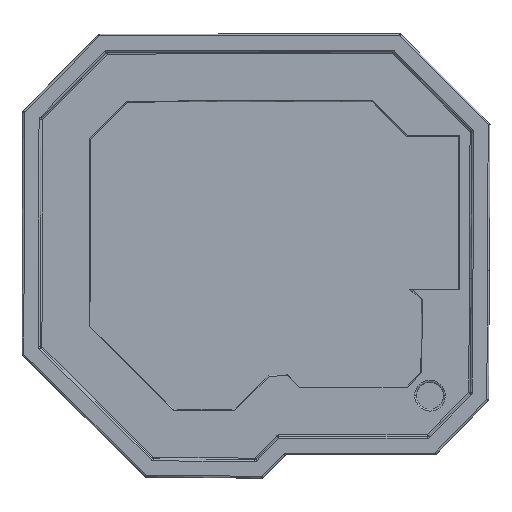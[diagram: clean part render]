
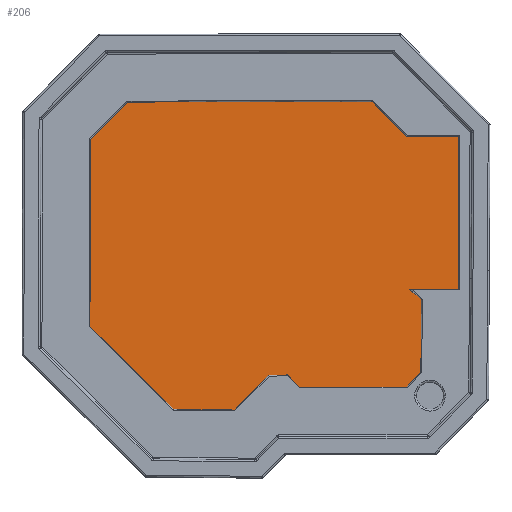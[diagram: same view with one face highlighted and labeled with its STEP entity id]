
A CAD part, top view. The second image highlights one B-rep face of the part: STEP entity #206.
In plain terms, the highlighted planar face has unit normal (0, 0, 1).
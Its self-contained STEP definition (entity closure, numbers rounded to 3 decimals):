
#206=ADVANCED_FACE('',(#419),#2906,.T.);
#419=FACE_OUTER_BOUND('',#635,.T.);
#635=EDGE_LOOP('',(#1418,#1419,#1420,#1421,#1422,#1423,#1424,#1425,#1426,
#1427,#1428,#1429,#1430,#1431,#1432,#1433,#1434));
#1418=ORIENTED_EDGE('',*,*,#1954,.T.);
#1419=ORIENTED_EDGE('',*,*,#1933,.T.);
#1420=ORIENTED_EDGE('',*,*,#1935,.T.);
#1421=ORIENTED_EDGE('',*,*,#1937,.T.);
#1422=ORIENTED_EDGE('',*,*,#1939,.T.);
#1423=ORIENTED_EDGE('',*,*,#1941,.T.);
#1424=ORIENTED_EDGE('',*,*,#1943,.T.);
#1425=ORIENTED_EDGE('',*,*,#1945,.T.);
#1426=ORIENTED_EDGE('',*,*,#1947,.T.);
#1427=ORIENTED_EDGE('',*,*,#1949,.T.);
#1428=ORIENTED_EDGE('',*,*,#1951,.T.);
#1429=ORIENTED_EDGE('',*,*,#1953,.T.);
#1430=ORIENTED_EDGE('',*,*,#1924,.T.);
#1431=ORIENTED_EDGE('',*,*,#1927,.T.);
#1432=ORIENTED_EDGE('',*,*,#1929,.T.);
#1433=ORIENTED_EDGE('',*,*,#1931,.T.);
#1434=ORIENTED_EDGE('',*,*,#1977,.T.);
#1924=EDGE_CURVE('',#2651,#2652,#2397,.T.);
#1927=EDGE_CURVE('',#2652,#2653,#2400,.T.);
#1929=EDGE_CURVE('',#2653,#2654,#2402,.T.);
#1931=EDGE_CURVE('',#2654,#2666,#2404,.T.);
#1933=EDGE_CURVE('',#2655,#2656,#2406,.T.);
#1935=EDGE_CURVE('',#2656,#2657,#2408,.T.);
#1937=EDGE_CURVE('',#2657,#2658,#2410,.T.);
#1939=EDGE_CURVE('',#2658,#2659,#2412,.T.);
#1941=EDGE_CURVE('',#2659,#2660,#2414,.T.);
#1943=EDGE_CURVE('',#2660,#2661,#2416,.T.);
#1945=EDGE_CURVE('',#2661,#2662,#2418,.T.);
#1947=EDGE_CURVE('',#2662,#2663,#2420,.T.);
#1949=EDGE_CURVE('',#2663,#2664,#2422,.T.);
#1951=EDGE_CURVE('',#2664,#2665,#2424,.T.);
#1953=EDGE_CURVE('',#2665,#2651,#2426,.T.);
#1954=EDGE_CURVE('',#2667,#2655,#2427,.T.);
#1977=EDGE_CURVE('',#2666,#2667,#2224,.T.);
#2224=(
BOUNDED_CURVE()
B_SPLINE_CURVE(2,(#5623,#5624,#5625),.UNSPECIFIED.,.F.,.F.)
B_SPLINE_CURVE_WITH_KNOTS((3,3),(0.,0.079),.UNSPECIFIED.)
CURVE()
GEOMETRIC_REPRESENTATION_ITEM()
RATIONAL_B_SPLINE_CURVE((1.,0.923,1.))
REPRESENTATION_ITEM('')
);
#2397=B_SPLINE_CURVE_WITH_KNOTS('',1,(#5517,#5518),.UNSPECIFIED.,.F.,.F.,
(2,2),(-189.055,-184.497),.UNSPECIFIED.);
#2400=B_SPLINE_CURVE_WITH_KNOTS('',1,(#5523,#5524),.UNSPECIFIED.,.F.,.F.,
(2,2),(-184.497,-184.097),.UNSPECIFIED.);
#2402=B_SPLINE_CURVE_WITH_KNOTS('',1,(#5527,#5528),.UNSPECIFIED.,.F.,.F.,
(2,2),(-184.097,-183.697),.UNSPECIFIED.);
#2404=B_SPLINE_CURVE_WITH_KNOTS('',1,(#5531,#5532),.UNSPECIFIED.,.F.,.F.,
(2,2),(-183.697,-178.53),.UNSPECIFIED.);
#2406=B_SPLINE_CURVE_WITH_KNOTS('',1,(#5535,#5536),.UNSPECIFIED.,.F.,.F.,
(2,2),(-178.322,-178.155),.UNSPECIFIED.);
#2408=B_SPLINE_CURVE_WITH_KNOTS('',1,(#5539,#5540),.UNSPECIFIED.,.F.,.F.,
(2,2),(-178.155,-177.992),.UNSPECIFIED.);
#2410=B_SPLINE_CURVE_WITH_KNOTS('',1,(#5543,#5544),.UNSPECIFIED.,.F.,.F.,
(2,2),(-177.992,-177.824),.UNSPECIFIED.);
#2412=B_SPLINE_CURVE_WITH_KNOTS('',1,(#5547,#5548),.UNSPECIFIED.,.F.,.F.,
(2,2),(-177.824,-177.662),.UNSPECIFIED.);
#2414=B_SPLINE_CURVE_WITH_KNOTS('',1,(#5551,#5552),.UNSPECIFIED.,.F.,.F.,
(2,2),(-177.662,-177.492),.UNSPECIFIED.);
#2416=B_SPLINE_CURVE_WITH_KNOTS('',1,(#5555,#5556),.UNSPECIFIED.,.F.,.F.,
(2,2),(-177.492,-175.362),.UNSPECIFIED.);
#2418=B_SPLINE_CURVE_WITH_KNOTS('',1,(#5559,#5560),.UNSPECIFIED.,.F.,.F.,
(2,2),(-175.362,-173.711),.UNSPECIFIED.);
#2420=B_SPLINE_CURVE_WITH_KNOTS('',1,(#5563,#5564),.UNSPECIFIED.,.F.,.F.,
(2,2),(-173.711,-173.542),.UNSPECIFIED.);
#2422=B_SPLINE_CURVE_WITH_KNOTS('',1,(#5567,#5568),.UNSPECIFIED.,.F.,.F.,
(2,2),(-173.542,-173.373),.UNSPECIFIED.);
#2424=B_SPLINE_CURVE_WITH_KNOTS('',1,(#5571,#5572),.UNSPECIFIED.,.F.,.F.,
(2,2),(-173.373,-173.212),.UNSPECIFIED.);
#2426=B_SPLINE_CURVE_WITH_KNOTS('',1,(#5575,#5576),.UNSPECIFIED.,.F.,.F.,
(2,2),(-173.212,-173.038),.UNSPECIFIED.);
#2427=B_SPLINE_CURVE_WITH_KNOTS('',1,(#5577,#5578),.UNSPECIFIED.,.F.,.F.,
(2,2),(-178.489,-178.322),.UNSPECIFIED.);
#2651=VERTEX_POINT('',#4554);
#2652=VERTEX_POINT('',#4555);
#2653=VERTEX_POINT('',#4556);
#2654=VERTEX_POINT('',#4557);
#2655=VERTEX_POINT('',#4558);
#2656=VERTEX_POINT('',#4559);
#2657=VERTEX_POINT('',#4560);
#2658=VERTEX_POINT('',#4561);
#2659=VERTEX_POINT('',#4562);
#2660=VERTEX_POINT('',#4563);
#2661=VERTEX_POINT('',#4564);
#2662=VERTEX_POINT('',#4565);
#2663=VERTEX_POINT('',#4566);
#2664=VERTEX_POINT('',#4567);
#2665=VERTEX_POINT('',#4568);
#2666=VERTEX_POINT('',#4569);
#2667=VERTEX_POINT('',#4570);
#2906=PLANE('',#2991);
#2991=AXIS2_PLACEMENT_3D('',#4206,#3059,$);
#3059=DIRECTION('',(0.,0.,1.));
#4206=CARTESIAN_POINT('',(-1.827,-3.533,0.));
#4554=CARTESIAN_POINT('',(38.647,14.105,0.));
#4555=CARTESIAN_POINT('',(44.06,14.105,0.));
#4556=CARTESIAN_POINT('',(44.06,30.98,0.));
#4557=CARTESIAN_POINT('',(38.309,30.98,0.));
#4558=CARTESIAN_POINT('',(7.411,34.79,0.));
#4559=CARTESIAN_POINT('',(3.338,30.659,0.));
#4560=CARTESIAN_POINT('',(3.271,9.952,0.));
#4561=CARTESIAN_POINT('',(12.519,0.799,0.));
#4562=CARTESIAN_POINT('',(19.258,0.73,0.));
#4563=CARTESIAN_POINT('',(23.034,4.582,0.));
#4564=CARTESIAN_POINT('',(25.164,4.605,0.));
#4565=CARTESIAN_POINT('',(26.459,3.272,0.));
#4566=CARTESIAN_POINT('',(38.311,3.272,0.));
#4567=CARTESIAN_POINT('',(39.869,4.876,0.));
#4568=CARTESIAN_POINT('',(39.909,12.915,0.));
#4569=CARTESIAN_POINT('',(34.528,34.799,0.));
#4570=CARTESIAN_POINT('',(34.456,34.828,0.));
#5517=CARTESIAN_POINT('',(38.647,14.105,0.));
#5518=CARTESIAN_POINT('',(44.06,14.105,0.));
#5523=CARTESIAN_POINT('',(44.06,14.105,0.));
#5524=CARTESIAN_POINT('',(44.06,30.98,0.));
#5527=CARTESIAN_POINT('',(44.06,30.98,0.));
#5528=CARTESIAN_POINT('',(38.309,30.98,0.));
#5531=CARTESIAN_POINT('',(38.309,30.98,0.));
#5532=CARTESIAN_POINT('',(34.528,34.799,0.));
#5535=CARTESIAN_POINT('',(7.411,34.79,0.));
#5536=CARTESIAN_POINT('',(3.338,30.659,0.));
#5539=CARTESIAN_POINT('',(3.338,30.659,0.));
#5540=CARTESIAN_POINT('',(3.271,9.952,0.));
#5543=CARTESIAN_POINT('',(3.271,9.952,0.));
#5544=CARTESIAN_POINT('',(12.519,0.799,0.));
#5547=CARTESIAN_POINT('',(12.519,0.799,0.));
#5548=CARTESIAN_POINT('',(19.258,0.73,0.));
#5551=CARTESIAN_POINT('',(19.258,0.73,0.));
#5552=CARTESIAN_POINT('',(23.034,4.582,0.));
#5555=CARTESIAN_POINT('',(23.034,4.582,0.));
#5556=CARTESIAN_POINT('',(25.164,4.605,0.));
#5559=CARTESIAN_POINT('',(25.164,4.605,0.));
#5560=CARTESIAN_POINT('',(26.459,3.272,0.));
#5563=CARTESIAN_POINT('',(26.459,3.272,0.));
#5564=CARTESIAN_POINT('',(38.311,3.272,0.));
#5567=CARTESIAN_POINT('',(38.311,3.272,0.));
#5568=CARTESIAN_POINT('',(39.869,4.876,0.));
#5571=CARTESIAN_POINT('',(39.869,4.876,0.));
#5572=CARTESIAN_POINT('',(39.909,12.915,0.));
#5575=CARTESIAN_POINT('',(39.909,12.915,0.));
#5576=CARTESIAN_POINT('',(38.647,14.105,0.));
#5577=CARTESIAN_POINT('',(34.456,34.828,0.));
#5578=CARTESIAN_POINT('',(7.411,34.79,0.));
#5623=CARTESIAN_POINT('',(34.528,34.799,0.));
#5624=CARTESIAN_POINT('',(34.498,34.828,0.));
#5625=CARTESIAN_POINT('',(34.456,34.828,0.));
